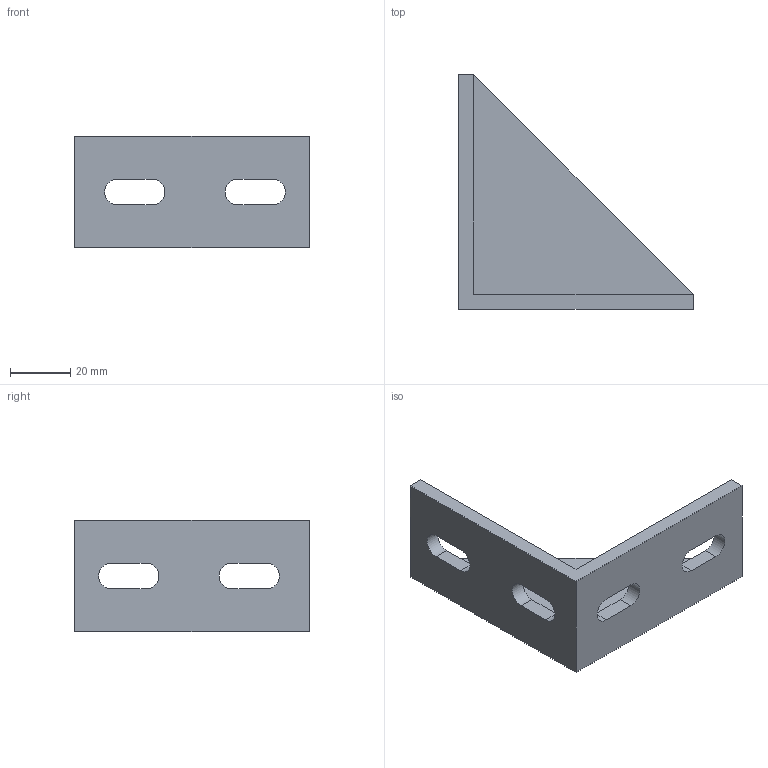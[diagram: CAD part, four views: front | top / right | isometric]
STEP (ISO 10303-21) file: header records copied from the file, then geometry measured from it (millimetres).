
FILE_DESCRIPTION(/* description */ ('SQUADRETTA 37x80 '),/* implementation_level */ '2;1');
FILE_NAME(/* name */ 'DSQAL0000059.stp',/* time_stamp */ '2019-01-09T12:02:24+01:00',/* author */ ('fzagni'),/* organization */ (''),/* preprocessor_version */ 'ST-DEVELOPER v17.2',/* originating_system */ 'Autodesk Inventor 2019',/* authorisation */ '');
FILE_SCHEMA (('AUTOMOTIVE_DESIGN { 1 0 10303 214 3 1 1 }'));
Length unit declared in the file: millimetre
Products named in the file (1): DSQAL0000059
Bounding box: 78 x 78 x 37 mm (x, y, z)
Volume: 38167.6 mm3; surface area: 17927.3 mm2
Topology: 1 solids, 1 shells, 26 faces, 70 edges, 46 vertices
Faces by surface type: plane 18, cylinder 8
Entity records: 869 total; most frequent: CARTESIAN_POINT 143, ORIENTED_EDGE 140, DIRECTION 140, EDGE_CURVE 70, LINE 54, VECTOR 54, VERTEX_POINT 46, AXIS2_PLACEMENT_3D 43
